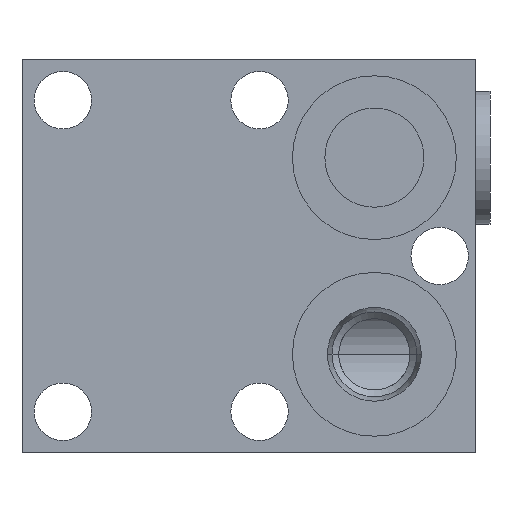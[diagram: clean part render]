
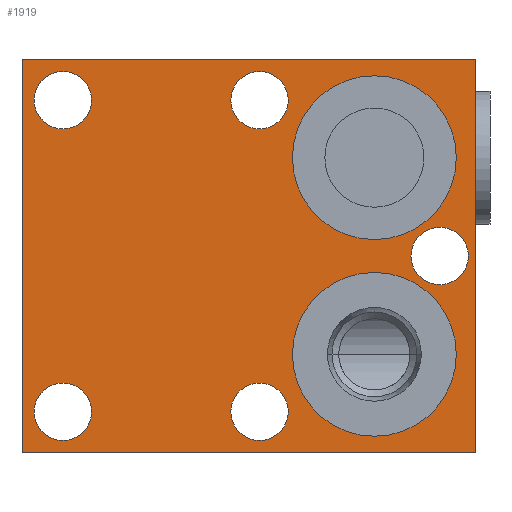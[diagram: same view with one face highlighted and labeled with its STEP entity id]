
A CAD part, left-side view. The second image highlights one B-rep face of the part: STEP entity #1919.
In plain terms, the highlighted planar face has unit normal (-1, 0, 0).
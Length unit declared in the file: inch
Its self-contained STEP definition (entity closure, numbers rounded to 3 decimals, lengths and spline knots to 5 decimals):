
#425=DIRECTION('',(0.,-1.,0.));
#426=VECTOR('',#425,1.73);
#427=CARTESIAN_POINT('',(-1.,0.531,0.75));
#428=LINE('',#427,#426);
#432=DIRECTION('',(0.,0.,-1.));
#433=VECTOR('',#432,1.5);
#434=CARTESIAN_POINT('',(-1.,-1.199,0.75));
#435=LINE('',#434,#433);
#439=DIRECTION('',(0.,1.,0.));
#440=VECTOR('',#439,1.73);
#441=CARTESIAN_POINT('',(-1.,-1.199,-0.75));
#442=LINE('',#441,#440);
#446=DIRECTION('',(0.,0.,1.));
#447=VECTOR('',#446,1.5);
#448=CARTESIAN_POINT('',(-1.,0.531,-0.75));
#449=LINE('',#448,#447);
#453=CARTESIAN_POINT('',(-1.,0.375,0.594));
#454=DIRECTION('',(-1.,0.,0.));
#455=DIRECTION('',(0.,-1.,0.));
#456=AXIS2_PLACEMENT_3D('',#453,#454,#455);
#461=CARTESIAN_POINT('',(-1.,0.375,0.594));
#462=DIRECTION('',(-1.,0.,0.));
#463=DIRECTION('',(0.,1.,0.));
#464=AXIS2_PLACEMENT_3D('',#461,#462,#463);
#469=CARTESIAN_POINT('',(-1.,0.375,-0.594));
#470=DIRECTION('',(-1.,0.,0.));
#471=DIRECTION('',(0.,-1.,0.));
#472=AXIS2_PLACEMENT_3D('',#469,#470,#471);
#477=CARTESIAN_POINT('',(-1.,0.375,-0.594));
#478=DIRECTION('',(-1.,0.,0.));
#479=DIRECTION('',(0.,1.,0.));
#480=AXIS2_PLACEMENT_3D('',#477,#478,#479);
#485=CARTESIAN_POINT('',(-1.,-0.375,0.594));
#486=DIRECTION('',(-1.,0.,0.));
#487=DIRECTION('',(0.,-1.,0.));
#488=AXIS2_PLACEMENT_3D('',#485,#486,#487);
#493=CARTESIAN_POINT('',(-1.,-0.375,0.594));
#494=DIRECTION('',(-1.,0.,0.));
#495=DIRECTION('',(0.,1.,0.));
#496=AXIS2_PLACEMENT_3D('',#493,#494,#495);
#501=CARTESIAN_POINT('',(-1.,-0.375,-0.594));
#502=DIRECTION('',(-1.,0.,0.));
#503=DIRECTION('',(0.,-1.,0.));
#504=AXIS2_PLACEMENT_3D('',#501,#502,#503);
#509=CARTESIAN_POINT('',(-1.,-0.375,-0.594));
#510=DIRECTION('',(-1.,0.,0.));
#511=DIRECTION('',(0.,1.,0.));
#512=AXIS2_PLACEMENT_3D('',#509,#510,#511);
#517=CARTESIAN_POINT('',(-1.,-1.062,0.));
#518=DIRECTION('',(-1.,0.,0.));
#519=DIRECTION('',(0.,-1.,0.));
#520=AXIS2_PLACEMENT_3D('',#517,#518,#519);
#525=CARTESIAN_POINT('',(-1.,-1.062,0.));
#526=DIRECTION('',(-1.,0.,0.));
#527=DIRECTION('',(0.,1.,0.));
#528=AXIS2_PLACEMENT_3D('',#525,#526,#527);
#533=CARTESIAN_POINT('',(-1.,-0.813,0.375));
#534=DIRECTION('',(1.,0.,0.));
#535=DIRECTION('',(0.,1.,0.));
#536=AXIS2_PLACEMENT_3D('',#533,#534,#535);
#541=CARTESIAN_POINT('',(-1.,-0.813,0.375));
#542=DIRECTION('',(1.,0.,0.));
#543=DIRECTION('',(0.,-1.,0.));
#544=AXIS2_PLACEMENT_3D('',#541,#542,#543);
#549=CARTESIAN_POINT('',(-1.,-0.813,-0.375));
#550=DIRECTION('',(1.,0.,0.));
#551=DIRECTION('',(0.,1.,0.));
#552=AXIS2_PLACEMENT_3D('',#549,#550,#551);
#557=CARTESIAN_POINT('',(-1.,-0.813,-0.375));
#558=DIRECTION('',(1.,0.,0.));
#559=DIRECTION('',(0.,-1.,0.));
#560=AXIS2_PLACEMENT_3D('',#557,#558,#559);
#1340=CARTESIAN_POINT('',(-1.,0.531,0.75));
#1341=CARTESIAN_POINT('',(-1.,-1.199,0.75));
#1342=VERTEX_POINT('',#1340);
#1343=VERTEX_POINT('',#1341);
#1344=CARTESIAN_POINT('',(-1.,-1.199,-0.75));
#1345=VERTEX_POINT('',#1344);
#1346=CARTESIAN_POINT('',(-1.,0.531,-0.75));
#1347=VERTEX_POINT('',#1346);
#1368=CARTESIAN_POINT('',(-1.,0.2655,0.594));
#1369=CARTESIAN_POINT('',(-1.,0.4845,0.594));
#1370=VERTEX_POINT('',#1368);
#1371=VERTEX_POINT('',#1369);
#1380=CARTESIAN_POINT('',(-1.,-0.5005,0.375));
#1381=CARTESIAN_POINT('',(-1.,-1.1255,0.375));
#1382=VERTEX_POINT('',#1380);
#1383=VERTEX_POINT('',#1381);
#1388=CARTESIAN_POINT('',(-1.,-0.5005,-0.375));
#1389=CARTESIAN_POINT('',(-1.,-1.1255,-0.375));
#1390=VERTEX_POINT('',#1388);
#1391=VERTEX_POINT('',#1389);
#1478=CARTESIAN_POINT('',(-1.,0.2655,-0.594));
#1479=CARTESIAN_POINT('',(-1.,0.4845,-0.594));
#1480=VERTEX_POINT('',#1478);
#1481=VERTEX_POINT('',#1479);
#1486=CARTESIAN_POINT('',(-1.,-0.4845,0.594));
#1487=CARTESIAN_POINT('',(-1.,-0.2655,0.594));
#1488=VERTEX_POINT('',#1486);
#1489=VERTEX_POINT('',#1487);
#1494=CARTESIAN_POINT('',(-1.,-0.4845,-0.594));
#1495=CARTESIAN_POINT('',(-1.,-0.2655,-0.594));
#1496=VERTEX_POINT('',#1494);
#1497=VERTEX_POINT('',#1495);
#1502=CARTESIAN_POINT('',(-1.,-1.1715,0.));
#1503=CARTESIAN_POINT('',(-1.,-0.9525,0.));
#1504=VERTEX_POINT('',#1502);
#1505=VERTEX_POINT('',#1503);
#1863=CARTESIAN_POINT('',(-1.,0.,0.));
#1864=DIRECTION('',(1.,0.,0.));
#1865=DIRECTION('',(0.,0.,-1.));
#1866=AXIS2_PLACEMENT_3D('',#1863,#1864,#1865);
#1867=PLANE('',#1866);
#1869=ORIENTED_EDGE('',*,*,#1868,.T.);
#1871=ORIENTED_EDGE('',*,*,#1870,.T.);
#1873=ORIENTED_EDGE('',*,*,#1872,.T.);
#1875=ORIENTED_EDGE('',*,*,#1874,.T.);
#1876=EDGE_LOOP('',(#1869,#1871,#1873,#1875));
#1877=FACE_OUTER_BOUND('',#1876,.F.);
#1878=ORIENTED_EDGE('',*,*,#1853,.T.);
#1880=ORIENTED_EDGE('',*,*,#1879,.T.);
#1881=EDGE_LOOP('',(#1878,#1880));
#1882=FACE_BOUND('',#1881,.F.);
#1884=ORIENTED_EDGE('',*,*,#1883,.T.);
#1886=ORIENTED_EDGE('',*,*,#1885,.T.);
#1887=EDGE_LOOP('',(#1884,#1886));
#1888=FACE_BOUND('',#1887,.F.);
#1890=ORIENTED_EDGE('',*,*,#1889,.T.);
#1892=ORIENTED_EDGE('',*,*,#1891,.T.);
#1893=EDGE_LOOP('',(#1890,#1892));
#1894=FACE_BOUND('',#1893,.F.);
#1896=ORIENTED_EDGE('',*,*,#1895,.T.);
#1898=ORIENTED_EDGE('',*,*,#1897,.T.);
#1899=EDGE_LOOP('',(#1896,#1898));
#1900=FACE_BOUND('',#1899,.F.);
#1902=ORIENTED_EDGE('',*,*,#1901,.T.);
#1904=ORIENTED_EDGE('',*,*,#1903,.T.);
#1905=EDGE_LOOP('',(#1902,#1904));
#1906=FACE_BOUND('',#1905,.F.);
#1908=ORIENTED_EDGE('',*,*,#1907,.F.);
#1910=ORIENTED_EDGE('',*,*,#1909,.F.);
#1911=EDGE_LOOP('',(#1908,#1910));
#1912=FACE_BOUND('',#1911,.F.);
#1914=ORIENTED_EDGE('',*,*,#1913,.F.);
#1916=ORIENTED_EDGE('',*,*,#1915,.F.);
#1917=EDGE_LOOP('',(#1914,#1916));
#1918=FACE_BOUND('',#1917,.F.);
#457=CIRCLE('',#456,0.1095);
#465=CIRCLE('',#464,0.1095);
#473=CIRCLE('',#472,0.1095);
#481=CIRCLE('',#480,0.1095);
#489=CIRCLE('',#488,0.1095);
#497=CIRCLE('',#496,0.1095);
#505=CIRCLE('',#504,0.1095);
#513=CIRCLE('',#512,0.1095);
#521=CIRCLE('',#520,0.1095);
#529=CIRCLE('',#528,0.1095);
#537=CIRCLE('',#536,0.3125);
#545=CIRCLE('',#544,0.3125);
#553=CIRCLE('',#552,0.3125);
#561=CIRCLE('',#560,0.3125);
#1853=EDGE_CURVE('',#1370,#1371,#457,.T.);
#1868=EDGE_CURVE('',#1342,#1343,#428,.T.);
#1870=EDGE_CURVE('',#1343,#1345,#435,.T.);
#1872=EDGE_CURVE('',#1345,#1347,#442,.T.);
#1874=EDGE_CURVE('',#1347,#1342,#449,.T.);
#1879=EDGE_CURVE('',#1371,#1370,#465,.T.);
#1883=EDGE_CURVE('',#1480,#1481,#473,.T.);
#1885=EDGE_CURVE('',#1481,#1480,#481,.T.);
#1889=EDGE_CURVE('',#1488,#1489,#489,.T.);
#1891=EDGE_CURVE('',#1489,#1488,#497,.T.);
#1895=EDGE_CURVE('',#1496,#1497,#505,.T.);
#1897=EDGE_CURVE('',#1497,#1496,#513,.T.);
#1901=EDGE_CURVE('',#1504,#1505,#521,.T.);
#1903=EDGE_CURVE('',#1505,#1504,#529,.T.);
#1907=EDGE_CURVE('',#1382,#1383,#537,.T.);
#1909=EDGE_CURVE('',#1383,#1382,#545,.T.);
#1913=EDGE_CURVE('',#1390,#1391,#553,.T.);
#1915=EDGE_CURVE('',#1391,#1390,#561,.T.);
#1919=ADVANCED_FACE('',(#1877,#1882,#1888,#1894,#1900,#1906,#1912,#1918),#1867,
.F.);
